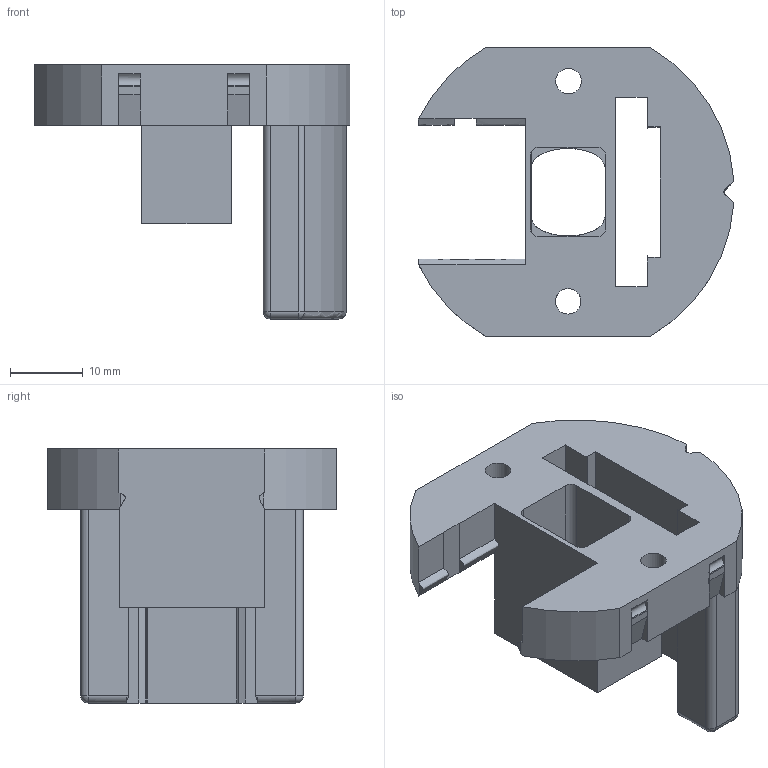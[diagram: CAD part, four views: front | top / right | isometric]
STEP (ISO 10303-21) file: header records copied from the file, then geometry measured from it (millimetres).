
FILE_DESCRIPTION(/* description */ (''),/* implementation_level */ '2;1');
FILE_NAME(/* name */ 'Base.step',/* time_stamp */ '2026-01-14T16:49:15Z',/* author */ (''),/* organization */ (''),/* preprocessor_version */ 'ST-DEVELOPER v20.1',/* originating_system */ 'Autodesk Translation Framework v14.21.0.0',/* authorisation */ '');
FILE_SCHEMA (('AUTOMOTIVE_DESIGN { 1 0 10303 214 3 1 1 }'));
Length unit declared in the file: millimetre
Products named in the file (1): Base
Bounding box: 43.32 x 39.6 x 34.85 mm (x, y, z)
Volume: 13654.4 mm3; surface area: 8366.2 mm2
Topology: 1 solids, 1 shells, 143 faces, 394 edges, 258 vertices
Faces by surface type: plane 102, cylinder 26, bspline 10, sphere 4, torus 1
Full cylindrical faces by diameter (mm): 3.5 x2
Entity records: 5064 total; most frequent: CARTESIAN_POINT 1439, ORIENTED_EDGE 788, DIRECTION 687, EDGE_CURVE 394, LINE 293, VECTOR 293, VERTEX_POINT 258, AXIS2_PLACEMENT_3D 197
